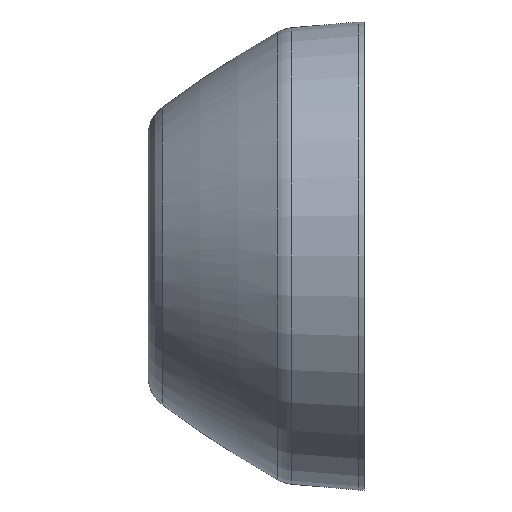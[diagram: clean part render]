
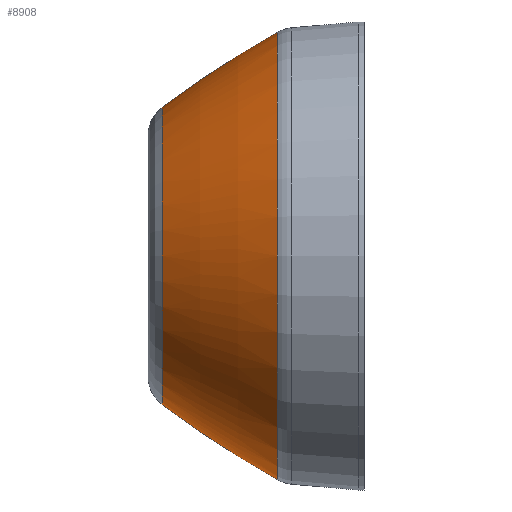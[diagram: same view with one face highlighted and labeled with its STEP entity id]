
A CAD part, left-side view. The second image highlights one B-rep face of the part: STEP entity #8908.
In plain terms, the highlighted toroidal (fillet/blend) face has major radius 59.745 mm and minor radius 90 mm.
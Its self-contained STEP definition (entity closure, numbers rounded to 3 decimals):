
#723 = DIRECTION ( 'NONE',  ( 0., 1., 0. ) ) ;
#810 = VERTEX_POINT ( 'NONE', #12882 ) ;
#1080 = CARTESIAN_POINT ( 'NONE',  ( 0., 15.793, 12.405 ) ) ;
#1536 = TOROIDAL_SURFACE ( 'NONE', #5749, -59.745, 90. ) ;
#2912 = CIRCLE ( 'NONE', #13179, 12.405 ) ;
#3854 = DIRECTION ( 'NONE',  ( 0., 0., 1. ) ) ;
#4044 = CARTESIAN_POINT ( 'NONE',  ( 0., 15.793, 0. ) ) ;
#4092 = FACE_OUTER_BOUND ( 'NONE', #10742, .T. ) ;
#4690 = DIRECTION ( 'NONE',  ( 1., 0., 0. ) ) ;
#4780 = AXIS2_PLACEMENT_3D ( 'NONE', #7206, #723, #8243 ) ;
#4839 = DIRECTION ( 'NONE',  ( -1., 0., 0. ) ) ;
#5126 = DIRECTION ( 'NONE',  ( 0., 0., 1. ) ) ;
#5266 = VERTEX_POINT ( 'NONE', #6487 ) ;
#5646 = ORIENTED_EDGE ( 'NONE', *, *, #10830, .F. ) ;
#5749 = AXIS2_PLACEMENT_3D ( 'NONE', #10125, #8041, #3854 ) ;
#6320 = VERTEX_POINT ( 'NONE', #13135 ) ;
#6487 = CARTESIAN_POINT ( 'NONE',  ( 0., 15.793, -12.405 ) ) ;
#7065 = ORIENTED_EDGE ( 'NONE', *, *, #10248, .F. ) ;
#7189 = ORIENTED_EDGE ( 'NONE', *, *, #13557, .T. ) ;
#7206 = CARTESIAN_POINT ( 'NONE',  ( 0., 6.212, 0. ) ) ;
#8041 = DIRECTION ( 'NONE',  ( 0., 1., 0. ) ) ;
#8172 = CIRCLE ( 'NONE', #4780, 18.643 ) ;
#8243 = DIRECTION ( 'NONE',  ( 0., 0., 1. ) ) ;
#8448 = AXIS2_PLACEMENT_3D ( 'NONE', #11068, #4839, #12101 ) ;
#8908 = ADVANCED_FACE ( 'NONE', ( #4092 ), #1536, .T. ) ;
#9340 = ORIENTED_EDGE ( 'NONE', *, *, #13038, .T. ) ;
#10125 = CARTESIAN_POINT ( 'NONE',  ( 0., -38.006, 0. ) ) ;
#10131 = VERTEX_POINT ( 'NONE', #1080 ) ;
#10248 = EDGE_CURVE ( 'NONE', #810, #5266, #11114, .T. ) ;
#10742 = EDGE_LOOP ( 'NONE', ( #7065, #9340, #7189, #5646 ) ) ;
#10744 = CIRCLE ( 'NONE', #8448, 90. ) ;
#10830 = EDGE_CURVE ( 'NONE', #5266, #10131, #2912, .T. ) ;
#10919 = CARTESIAN_POINT ( 'NONE',  ( 0., -38.006, 59.745 ) ) ;
#11068 = CARTESIAN_POINT ( 'NONE',  ( 0., -38.006, -59.745 ) ) ;
#11114 = CIRCLE ( 'NONE', #12347, 90. ) ;
#11343 = DIRECTION ( 'NONE',  ( 0., 1., 0. ) ) ;
#11942 = DIRECTION ( 'NONE',  ( 0., 0., -1. ) ) ;
#12101 = DIRECTION ( 'NONE',  ( 0., 0., 1. ) ) ;
#12347 = AXIS2_PLACEMENT_3D ( 'NONE', #10919, #4690, #11942 ) ;
#12882 = CARTESIAN_POINT ( 'NONE',  ( 0., 6.212, -18.643 ) ) ;
#13038 = EDGE_CURVE ( 'NONE', #810, #6320, #8172, .T. ) ;
#13135 = CARTESIAN_POINT ( 'NONE',  ( 0., 6.212, 18.643 ) ) ;
#13179 = AXIS2_PLACEMENT_3D ( 'NONE', #4044, #11343, #5126 ) ;
#13557 = EDGE_CURVE ( 'NONE', #6320, #10131, #10744, .T. ) ;
